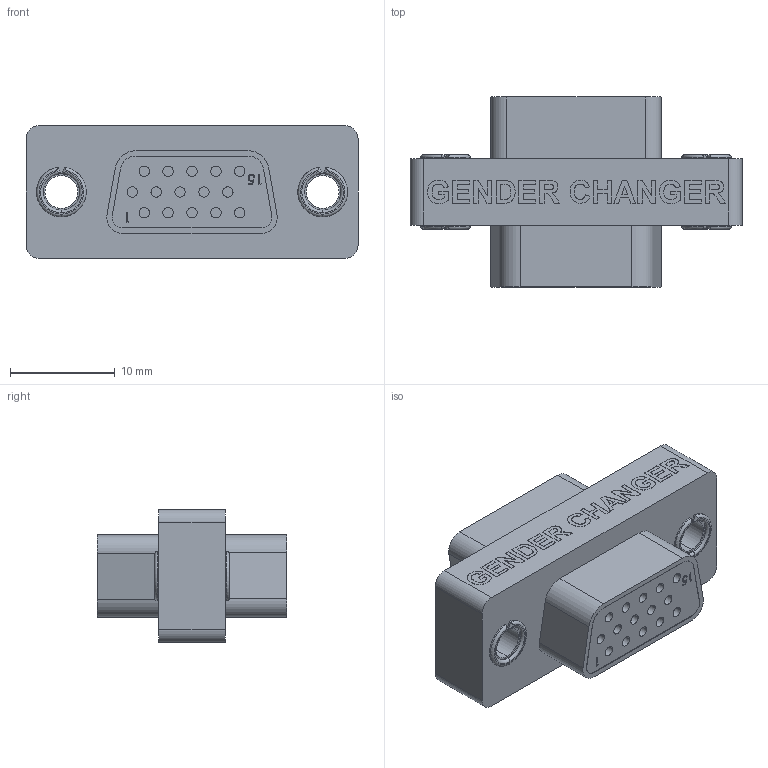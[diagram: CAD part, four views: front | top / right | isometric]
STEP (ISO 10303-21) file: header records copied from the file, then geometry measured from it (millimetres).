
FILE_DESCRIPTION (( 'STEP AP214' ), '1' );
FILE_NAME ('GCPH15F.STEP', '2012-11-02T19:44:42', ( 'x' ), ( '' ), 'SwSTEP 2.0', 'SolidWorks 2012', '' );
FILE_SCHEMA (( 'AUTOMOTIVE_DESIGN' ));
Length unit declared in the file: inch
Products named in the file (3): GCPH15F; DGB9F-MA1_GENDER CHANGER; SDH15S_Without Mounting Flange and Solder Cups
Assembly tree (3 placements, depth 2):
  GCPH15F
    DGB9F-MA1_GENDER CHANGER
    SDH15S_Without Mounting Flange and Solder Cups  x2
Bounding box: 31.75 x 18.16 x 12.7 mm (x, y, z)
Volume: 3738.2 mm3; surface area: 3032.3 mm2
Topology: 3 solids, 3 shells, 530 faces, 1349 edges, 894 vertices
Faces by surface type: plane 295, bspline 115, cylinder 108, torus 12
Entity records: 24443 total; most frequent: CARTESIAN_POINT 9085, ORIENTED_EDGE 2254, DIRECTION 1705, EDGE_CURVE 1127, VECTOR 757, LINE 757, VERTEX_POINT 746, EDGE_LOOP 489
